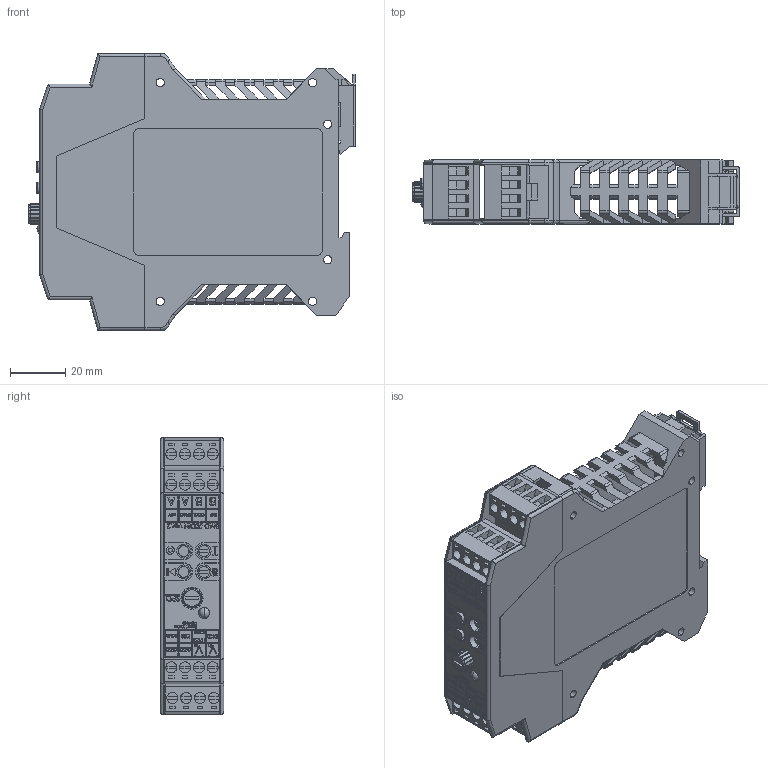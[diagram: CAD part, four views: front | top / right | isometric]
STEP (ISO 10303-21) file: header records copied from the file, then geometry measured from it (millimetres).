
FILE_DESCRIPTION(('FreeCAD Model'),'2;1');
FILE_NAME('Open CASCADE Shape Model','2021-12-13T08:24:03',('Author'),( ''),'Open CASCADE STEP processor 7.5','FreeCAD','Unknown');
FILE_SCHEMA(('AUTOMOTIVE_DESIGN { 1 0 10303 214 1 1 1 1 }'));
Products named in the file (1): BMD-20DIN ver.2
Bounding box: 118 x 23 x 100 mm (x, y, z)
Volume: 63326.5 mm3; surface area: 66391.9 mm2
Topology: 25 solids, 25 shells, 3004 faces, 7999 edges, 5282 vertices
Faces by surface type: plane 2118, bspline 603, cylinder 240, torus 24, cone 17, sphere 2
Entity records: 244552 total; most frequent: CARTESIAN_POINT 90718, DIRECTION 25199, LINE 18934, VECTOR 18934, ORIENTED_EDGE 15994, PCURVE 15994, DEFINITIONAL_REPRESENTATION 15994, EDGE_CURVE 7997
